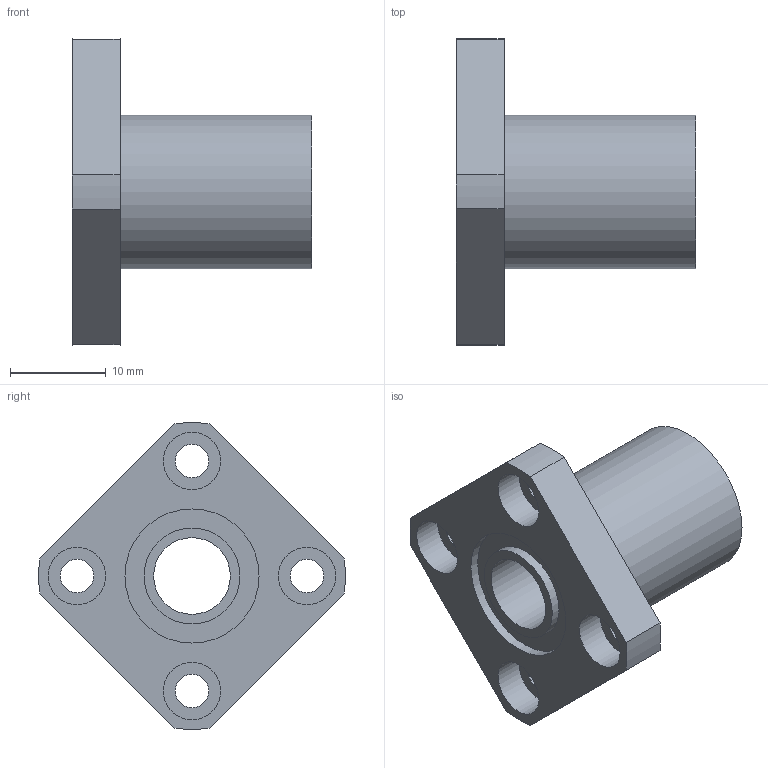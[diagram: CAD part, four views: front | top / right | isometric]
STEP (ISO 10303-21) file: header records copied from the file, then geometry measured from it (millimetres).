
FILE_DESCRIPTION (( 'STEP AP214' ), '1' );
FILE_NAME ('LMEK8UU-Rollco.step', '2024-02-16T10:33:42', ( '' ), ( '' ), 'SwSTEP 2.0', 'SolidWorks 2010', '' );
FILE_SCHEMA (( 'AUTOMOTIVE_DESIGN' ));
Length unit declared in the file: millimetre
Products named in the file (1): LMEK8UU-Rollco
Bounding box: 25 x 31.98 x 31.98 mm (x, y, z)
Volume: 5256.6 mm3; surface area: 3621.6 mm2
Topology: 1 solids, 1 shells, 33 faces, 66 edges, 44 vertices
Faces by surface type: cylinder 18, plane 15
Full cylindrical faces by diameter (mm): 3.5 x4, 6 x4, 8 x1, 10 x2, 14 x2, 16 x1
Entity records: 937 total; most frequent: DIRECTION 156, CARTESIAN_POINT 130, ORIENTED_EDGE 104, AXIS2_PLACEMENT_3D 70, EDGE_LOOP 66, EDGE_CURVE 52, FACE_OUTER_BOUND 47, VERTEX_POINT 44
